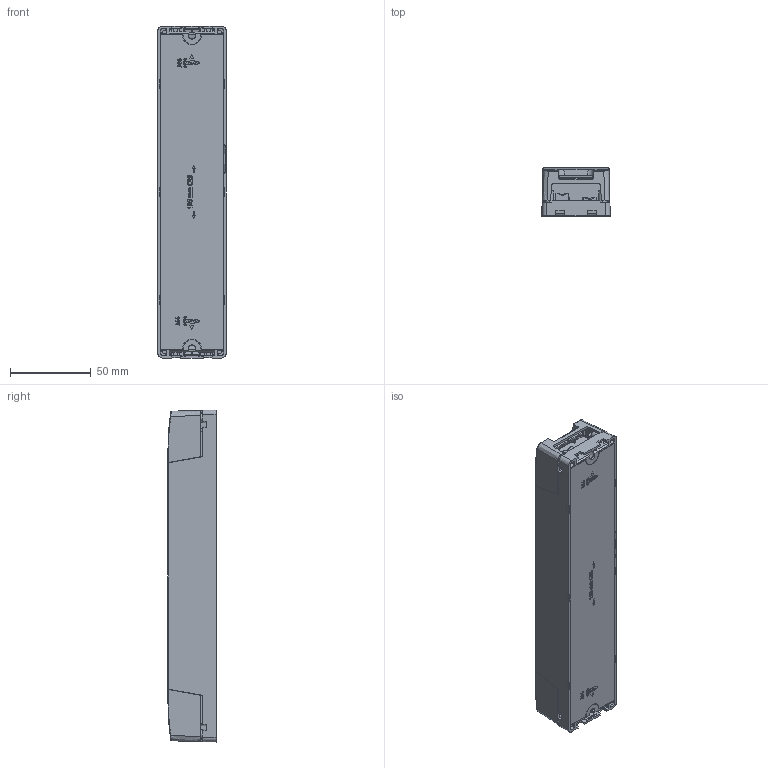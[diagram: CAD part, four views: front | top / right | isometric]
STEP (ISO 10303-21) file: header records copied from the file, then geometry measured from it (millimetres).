
FILE_DESCRIPTION((''),'2;1');
FILE_NAME('ZFC_ASM','2025-09-19T08:31:07',('chuncheng.yin'),(''),'CREO PARAMETRIC BY PTC INC, 2024401','CREO PARAMETRIC BY PTC INC, 2024401','');
FILE_SCHEMA(('CONFIG_CONTROL_DESIGN'));
Products named in the file (1): ZFC_ASM
Bounding box: 42.5 x 29.85 x 206 mm (x, y, z)
Volume: 230792.5 mm3; surface area: 71072.1 mm2
Topology: 1 solids, 14 shells, 2589 faces, 7485 edges, 4979 vertices
Faces by surface type: plane 1264, extrusion 805, cylinder 311, cone 130, bspline 58, torus 17, sphere 4
Entity records: 96137 total; most frequent: CARTESIAN_POINT 32376, ORIENTED_EDGE 14962, DIRECTION 9883, EDGE_CURVE 7481, VECTOR 5097, VERTEX_POINT 4979, LINE 4292, B_SPLINE_CURVE_WITH_KNOTS 3327
